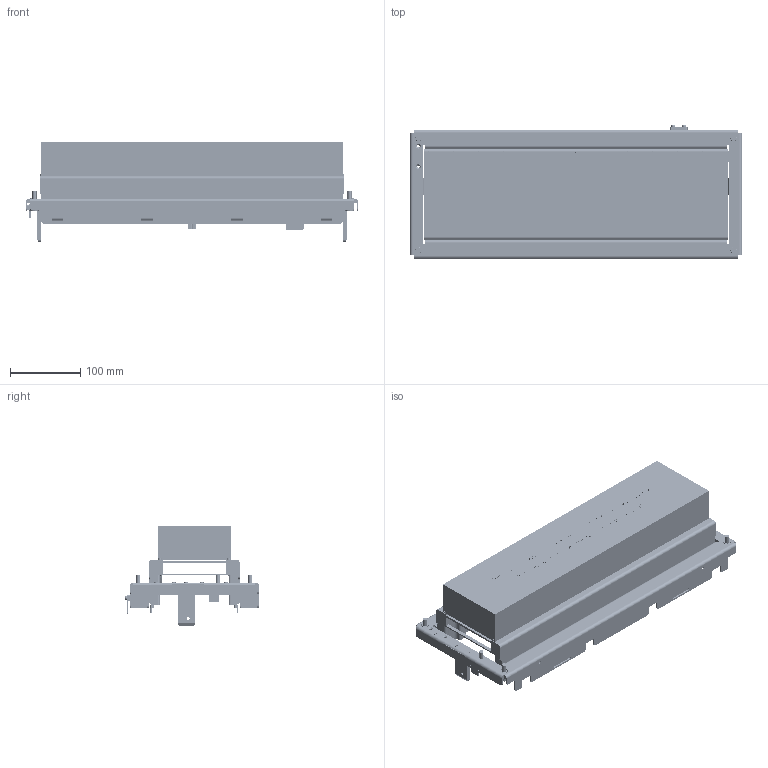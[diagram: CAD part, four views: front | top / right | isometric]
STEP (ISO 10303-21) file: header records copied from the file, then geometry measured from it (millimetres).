
FILE_DESCRIPTION (( 'STEP AP214' ), '1' );
FILE_NAME ('INGUN_112224.STEP', '2021-08-24T07:01:00', ( '' ), ( '' ), 'SwSTEP 2.0', 'SolidWorks 2018', '' );
FILE_SCHEMA (( 'AUTOMOTIVE_DESIGN' ));
Length unit declared in the file: millimetre
Products named in the file (1): INGUN_112224
Bounding box: 474.01 x 190.5 x 142.1 mm (x, y, z)
Volume: 3393836.7 mm3; surface area: 534359.7 mm2
Topology: 14 solids, 53 shells, 12024 faces, 33627 edges, 22116 vertices
Faces by surface type: plane 10381, cylinder 950, bspline 524, cone 169
Entity records: 522003 total; most frequent: CARTESIAN_POINT 82759, ORIENTED_EDGE 66762, DIRECTION 57772, EDGE_CURVE 33381, VECTOR 29682, LINE 29682, VERTEX_POINT 22116, AXIS2_PLACEMENT_3D 14045
